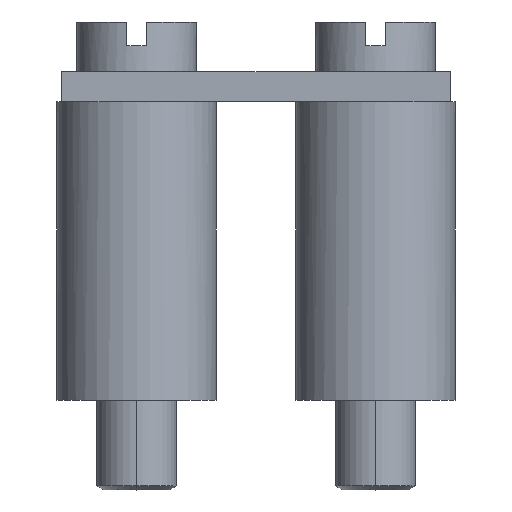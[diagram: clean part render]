
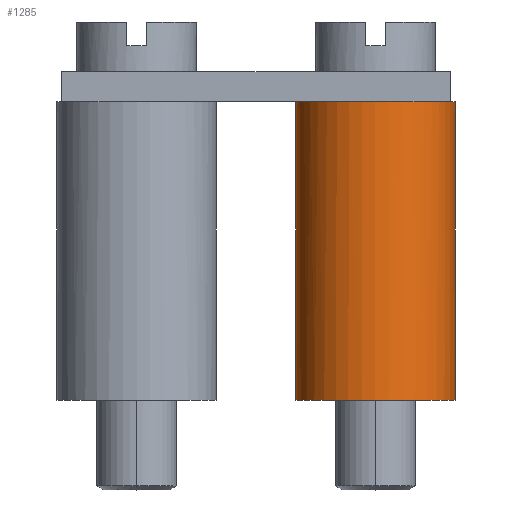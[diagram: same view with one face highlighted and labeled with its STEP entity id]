
A CAD part, top view. The second image highlights one B-rep face of the part: STEP entity #1285.
In plain terms, the highlighted cylindrical face has radius 4 mm (diameter 8 mm), a partial arc.
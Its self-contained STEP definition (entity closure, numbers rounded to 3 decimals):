
#272=DIRECTION('',(0.,0.,1.));
#273=VECTOR('',#272,15.);
#274=CARTESIAN_POINT('',(0.,4.,0.));
#275=LINE('',#274,#273);
#287=CARTESIAN_POINT('',(0.,0.,15.));
#288=DIRECTION('',(0.,0.,1.));
#289=DIRECTION('',(0.,1.,0.));
#290=AXIS2_PLACEMENT_3D('',#287,#288,#289);
#311=DIRECTION('',(0.,0.,1.));
#312=VECTOR('',#311,15.);
#313=CARTESIAN_POINT('',(0.,-4.,0.));
#314=LINE('',#313,#312);
#341=CARTESIAN_POINT('',(0.,0.,0.));
#342=DIRECTION('',(0.,0.,-1.));
#343=DIRECTION('',(0.,-1.,0.));
#344=AXIS2_PLACEMENT_3D('',#341,#342,#343);
#483=CARTESIAN_POINT('',(0.,0.,0.));
#484=DIRECTION('',(0.,0.,-1.));
#485=DIRECTION('',(-0.875,0.484,0.));
#486=AXIS2_PLACEMENT_3D('',#483,#484,#485);
#505=CARTESIAN_POINT('',(0.,0.,0.));
#506=DIRECTION('',(0.,0.,-1.));
#507=DIRECTION('',(-0.875,-0.484,0.));
#508=AXIS2_PLACEMENT_3D('',#505,#506,#507);
#642=CARTESIAN_POINT('',(0.,0.,0.));
#643=DIRECTION('',(0.,0.,-1.));
#644=DIRECTION('',(-0.348,0.938,0.));
#645=AXIS2_PLACEMENT_3D('',#642,#643,#644);
#1000=CARTESIAN_POINT('',(-1.392,3.75,0.));
#1001=VERTEX_POINT('',#1000);
#1044=CARTESIAN_POINT('',(-3.5,1.936,0.));
#1045=VERTEX_POINT('',#1044);
#1046=CARTESIAN_POINT('',(-3.5,-1.936,0.));
#1047=VERTEX_POINT('',#1046);
#1060=CARTESIAN_POINT('',(0.,-4.,0.));
#1061=VERTEX_POINT('',#1060);
#1072=CARTESIAN_POINT('',(0.,4.,0.));
#1073=VERTEX_POINT('',#1072);
#1074=CARTESIAN_POINT('',(0.,4.,15.));
#1075=VERTEX_POINT('',#1074);
#1076=CARTESIAN_POINT('',(0.,-4.,15.));
#1077=VERTEX_POINT('',#1076);
#1267=CARTESIAN_POINT('',(0.,0.,3.));
#1268=DIRECTION('',(0.,0.,-1.));
#1269=DIRECTION('',(0.,1.,0.));
#1270=AXIS2_PLACEMENT_3D('',#1267,#1268,#1269);
#1271=CYLINDRICAL_SURFACE('',#1270,4.);
#1273=ORIENTED_EDGE('',*,*,#1272,.T.);
#1275=ORIENTED_EDGE('',*,*,#1274,.T.);
#1277=ORIENTED_EDGE('',*,*,#1276,.T.);
#1279=ORIENTED_EDGE('',*,*,#1278,.T.);
#1280=ORIENTED_EDGE('',*,*,#1222,.T.);
#1281=ORIENTED_EDGE('',*,*,#1249,.T.);
#1282=ORIENTED_EDGE('',*,*,#1231,.F.);
#1283=EDGE_LOOP('',(#1273,#1275,#1277,#1279,#1280,#1281,#1282));
#1284=FACE_OUTER_BOUND('',#1283,.F.);
#291=CIRCLE('',#290,4.);
#345=CIRCLE('',#344,4.);
#487=CIRCLE('',#486,4.);
#509=CIRCLE('',#508,4.);
#646=CIRCLE('',#645,4.);
#1222=EDGE_CURVE('',#1073,#1075,#275,.T.);
#1231=EDGE_CURVE('',#1061,#1077,#314,.T.);
#1249=EDGE_CURVE('',#1075,#1077,#291,.T.);
#1272=EDGE_CURVE('',#1061,#1047,#345,.T.);
#1274=EDGE_CURVE('',#1047,#1045,#509,.T.);
#1276=EDGE_CURVE('',#1045,#1001,#487,.T.);
#1278=EDGE_CURVE('',#1001,#1073,#646,.T.);
#1285=ADVANCED_FACE('',(#1284),#1271,.T.);
